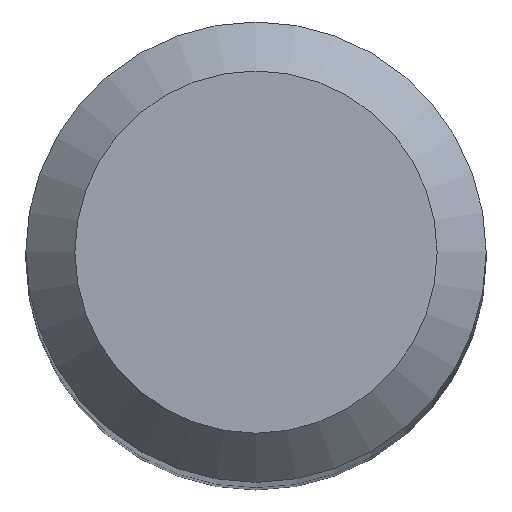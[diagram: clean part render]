
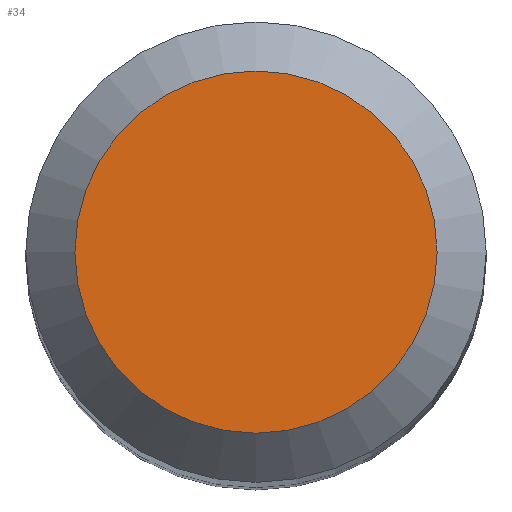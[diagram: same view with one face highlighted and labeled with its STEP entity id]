
A CAD part, top view. The second image highlights one B-rep face of the part: STEP entity #34.
In plain terms, the highlighted planar face has unit normal (0, 0, 1).
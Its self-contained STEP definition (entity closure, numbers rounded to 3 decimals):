
#29 = DIRECTION ( 'NONE',  ( 0., 0., -1. ) ) ;
#32 = ORIENTED_EDGE ( 'NONE', *, *, #113, .F. ) ;
#34 = ADVANCED_FACE ( 'NONE', ( #65 ), #178, .F. ) ;
#38 = VERTEX_POINT ( 'NONE', #137 ) ;
#65 = FACE_OUTER_BOUND ( 'NONE', #194, .T. ) ;
#66 = CIRCLE ( 'NONE', #88, 2.95 ) ;
#68 = DIRECTION ( 'NONE',  ( 0., 1., 0. ) ) ;
#78 = DIRECTION ( 'NONE',  ( 0., 1., 0. ) ) ;
#85 = AXIS2_PLACEMENT_3D ( 'NONE', #180, #29, #68 ) ;
#88 = AXIS2_PLACEMENT_3D ( 'NONE', #181, #195, #78 ) ;
#113 = EDGE_CURVE ( 'NONE', #38, #38, #66, .T. ) ;
#137 = CARTESIAN_POINT ( 'NONE',  ( 0., 2.95, 74. ) ) ;
#178 = PLANE ( 'NONE',  #85 ) ;
#180 = CARTESIAN_POINT ( 'NONE',  ( 0., 0., 74. ) ) ;
#181 = CARTESIAN_POINT ( 'NONE',  ( 0., 0., 74. ) ) ;
#194 = EDGE_LOOP ( 'NONE', ( #32 ) ) ;
#195 = DIRECTION ( 'NONE',  ( 0., 0., -1. ) ) ;
